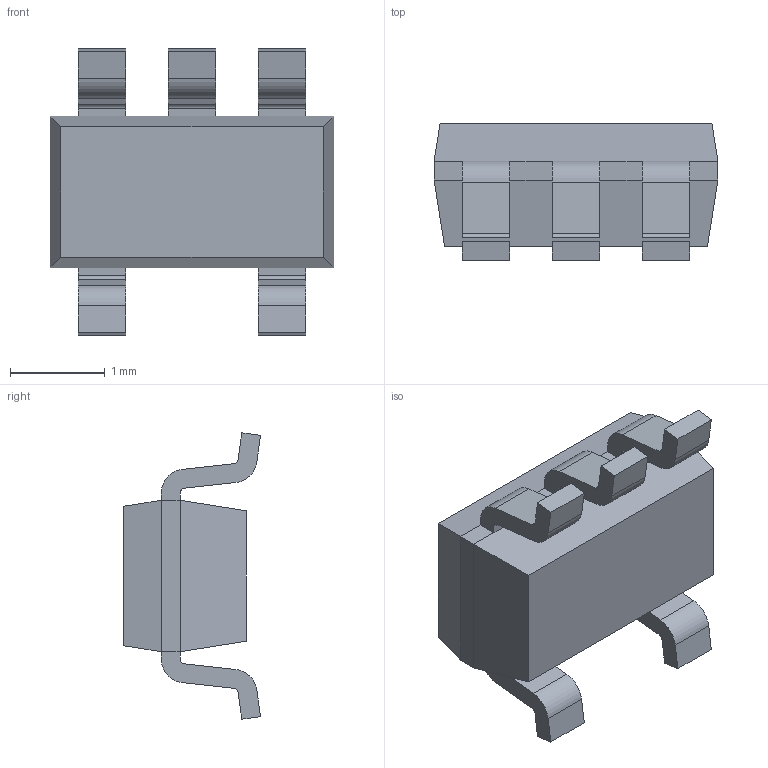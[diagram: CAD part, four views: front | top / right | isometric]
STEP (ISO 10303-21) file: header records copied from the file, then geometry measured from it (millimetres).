
FILE_DESCRIPTION (( 'STEP AP214' ), '1' );
FILE_NAME ('57FA80C2-AF3B-49D7-9A05-BB50F0204826.STEP', '2024-06-06T07:54:50', ( '' ), ( '' ), 'SwSTEP 2.0', 'SolidWorks 2022', '' );
FILE_SCHEMA (( 'AUTOMOTIVE_DESIGN' ));
Length unit declared in the file: millimetre
Products named in the file (1): 57FA80C2-AF3B-49D7-9A05-BB50F0204826
Bounding box: 3 x 1.45 x 3.03 mm (x, y, z)
Volume: 6.4 mm3; surface area: 29.1 mm2
Topology: 1 solids, 1 shells, 87 faces, 224 edges, 140 vertices
Faces by surface type: plane 65, cylinder 22
Entity records: 3589 total; most frequent: CARTESIAN_POINT 452, ORIENTED_EDGE 448, DIRECTION 444, EDGE_CURVE 224, LINE 180, VECTOR 180, VERTEX_POINT 140, AXIS2_PLACEMENT_3D 132
